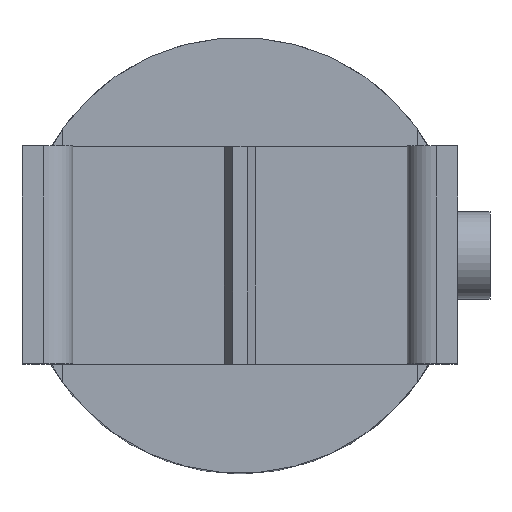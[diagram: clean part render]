
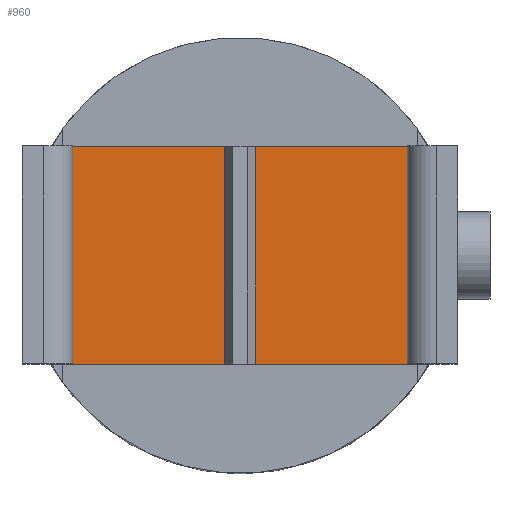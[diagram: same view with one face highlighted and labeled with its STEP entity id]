
A CAD part, top view. The second image highlights one B-rep face of the part: STEP entity #960.
In plain terms, the highlighted planar face has unit normal (0, 0, 1).
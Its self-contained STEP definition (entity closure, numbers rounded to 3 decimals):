
#6 = CARTESIAN_POINT ( 'NONE',  ( -24.413, -15., 48. ) ) ;
#179 = EDGE_CURVE ( 'NONE', #1493, #1211, #1225, .T. ) ;
#257 = ORIENTED_EDGE ( 'NONE', *, *, #179, .T. ) ;
#294 = EDGE_CURVE ( 'NONE', #1211, #1717, #829, .T. ) ;
#395 = VECTOR ( 'NONE', #1489, 1000. ) ;
#439 = VECTOR ( 'NONE', #1221, 1000. ) ;
#521 = ORIENTED_EDGE ( 'NONE', *, *, #294, .T. ) ;
#543 = DIRECTION ( 'NONE',  ( 0., -1., 0. ) ) ;
#599 = ORIENTED_EDGE ( 'NONE', *, *, #850, .T. ) ;
#644 = CARTESIAN_POINT ( 'NONE',  ( -24.413, 15., 48. ) ) ;
#648 = LINE ( 'NONE', #1338, #1101 ) ;
#665 = EDGE_LOOP ( 'NONE', ( #599, #257, #521, #847 ) ) ;
#696 = DIRECTION ( 'NONE',  ( -1., 0., 0. ) ) ;
#734 = CARTESIAN_POINT ( 'NONE',  ( 24.413, -15., 48. ) ) ;
#829 = LINE ( 'NONE', #1375, #1713 ) ;
#847 = ORIENTED_EDGE ( 'NONE', *, *, #870, .T. ) ;
#850 = EDGE_CURVE ( 'NONE', #1610, #1493, #1362, .T. ) ;
#870 = EDGE_CURVE ( 'NONE', #1717, #1610, #648, .T. ) ;
#947 = CARTESIAN_POINT ( 'NONE',  ( 24.413, 15., 48. ) ) ;
#960 = ADVANCED_FACE ( 'NONE', ( #1650 ), #977, .T. ) ;
#968 = DIRECTION ( 'NONE',  ( 1., 0., 0. ) ) ;
#977 = PLANE ( 'NONE',  #1550 ) ;
#1101 = VECTOR ( 'NONE', #543, 1000. ) ;
#1183 = CARTESIAN_POINT ( 'NONE',  ( -24.413, -15., 48. ) ) ;
#1211 = VERTEX_POINT ( 'NONE', #1474 ) ;
#1221 = DIRECTION ( 'NONE',  ( 1., 0., 0. ) ) ;
#1225 = LINE ( 'NONE', #947, #395 ) ;
#1238 = CARTESIAN_POINT ( 'NONE',  ( 0., 0., 48. ) ) ;
#1273 = DIRECTION ( 'NONE',  ( 0., 0., 1. ) ) ;
#1338 = CARTESIAN_POINT ( 'NONE',  ( -24.413, 15., 48. ) ) ;
#1362 = LINE ( 'NONE', #6, #439 ) ;
#1375 = CARTESIAN_POINT ( 'NONE',  ( -24.413, 15., 48. ) ) ;
#1474 = CARTESIAN_POINT ( 'NONE',  ( 24.413, 15., 48. ) ) ;
#1489 = DIRECTION ( 'NONE',  ( 0., 1., 0. ) ) ;
#1493 = VERTEX_POINT ( 'NONE', #734 ) ;
#1550 = AXIS2_PLACEMENT_3D ( 'NONE', #1238, #1273, #968 ) ;
#1610 = VERTEX_POINT ( 'NONE', #1183 ) ;
#1650 = FACE_OUTER_BOUND ( 'NONE', #665, .T. ) ;
#1713 = VECTOR ( 'NONE', #696, 1000. ) ;
#1717 = VERTEX_POINT ( 'NONE', #644 ) ;
